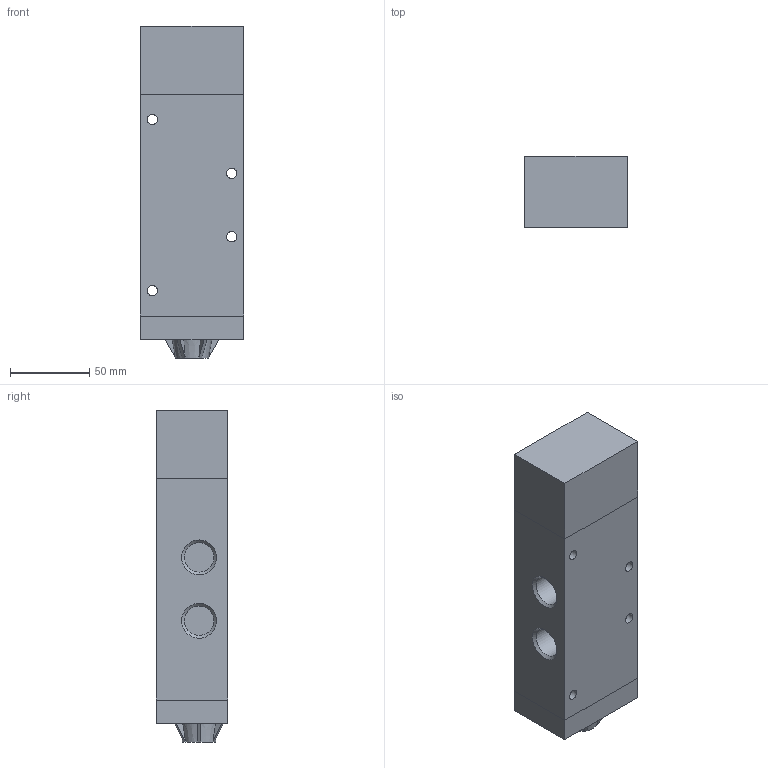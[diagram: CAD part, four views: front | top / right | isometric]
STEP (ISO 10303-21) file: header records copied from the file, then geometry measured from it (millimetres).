
FILE_DESCRIPTION((''),'2;1');
FILE_NAME('212_52_11_1.stp','2006-12-19T09:21:30',('rivolro1'),(''),'Autodesk Inventor 11','Autodesk Inventor 11','');
FILE_SCHEMA(('AUTOMOTIVE_DESIGN { 1 0 10303 214 1 1 1 1 }'));
Length unit declared in the file: millimetre
Products named in the file (1): 212_52_11_1
Bounding box: 65 x 45 x 209.5 mm (x, y, z)
Volume: 556755.7 mm3; surface area: 58152.6 mm2
Topology: 1 solids, 1 shells, 63 faces, 150 edges, 98 vertices
Faces by surface type: plane 35, bspline 18, cone 6, cylinder 4
Full cylindrical faces by diameter (mm): 6.5 x4
Entity records: 1917 total; most frequent: CARTESIAN_POINT 542, ORIENTED_EDGE 268, DIRECTION 252, EDGE_CURVE 134, VERTEX_POINT 98, EDGE_LOOP 96, AXIS2_PLACEMENT_3D 84, VECTOR 84
